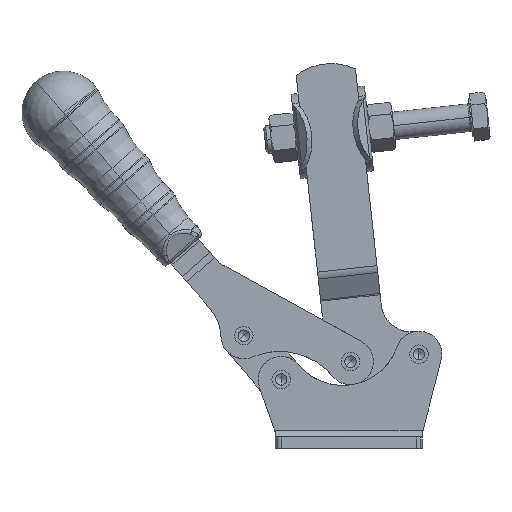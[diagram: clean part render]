
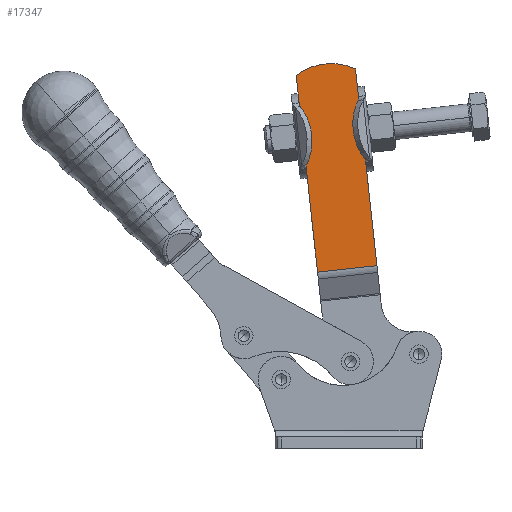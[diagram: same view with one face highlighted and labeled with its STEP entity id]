
A CAD part, front view. The second image highlights one B-rep face of the part: STEP entity #17347.
In plain terms, the highlighted planar face has unit normal (0, -1, 0).
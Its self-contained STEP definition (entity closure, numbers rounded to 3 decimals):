
#1566=CARTESIAN_POINT('',(6.251,37.859,29.793));
#1567=VERTEX_POINT('',#1566);
#1618=CARTESIAN_POINT('',(3.067,37.859,58.993));
#1619=VERTEX_POINT('',#1618);
#10918=CARTESIAN_POINT('',(3.067,37.859,58.993));
#10919=DIRECTION('',(0.108,0.,-0.994));
#10920=VECTOR('',#10919,29.373);
#10921=LINE('',#10918,#10920);
#10922=EDGE_CURVE('',#1619,#1567,#10921,.T.);
#12183=CARTESIAN_POINT('',(1.796,37.859,70.65));
#12184=VERTEX_POINT('',#12183);
#12191=CARTESIAN_POINT('',(1.796,37.859,70.65));
#12192=DIRECTION('',(0.108,0.,-0.994));
#12193=VECTOR('',#12192,11.726);
#12194=LINE('',#12191,#12193);
#12195=EDGE_CURVE('',#12184,#1619,#12194,.T.);
#12273=CARTESIAN_POINT('',(11.127,37.859,-14.929));
#12274=VERTEX_POINT('',#12273);
#12275=CARTESIAN_POINT('',(6.251,37.859,29.793));
#12276=DIRECTION('',(0.108,0.,-0.994));
#12277=VECTOR('',#12276,44.987);
#12278=LINE('',#12275,#12277);
#12279=EDGE_CURVE('',#1567,#12274,#12278,.T.);
#12417=CARTESIAN_POINT('',(-22.78,37.859,56.175));
#12418=VERTEX_POINT('',#12417);
#12419=CARTESIAN_POINT('',(-19.596,37.859,26.975));
#12420=VERTEX_POINT('',#12419);
#12421=CARTESIAN_POINT('',(-22.78,37.859,56.175));
#12422=DIRECTION('',(0.108,0.,-0.994));
#12423=VECTOR('',#12422,29.373);
#12424=LINE('',#12421,#12423);
#12425=EDGE_CURVE('',#12418,#12420,#12424,.T.);
#13674=CARTESIAN_POINT('',(-24.051,37.859,67.832));
#13675=VERTEX_POINT('',#13674);
#13676=CARTESIAN_POINT('',(-24.051,37.859,67.832));
#13677=DIRECTION('',(0.108,0.,-0.994));
#13678=VECTOR('',#13677,11.726);
#13679=LINE('',#13676,#13678);
#13680=EDGE_CURVE('',#13675,#12418,#13679,.T.);
#13802=CARTESIAN_POINT('',(-14.72,37.859,-17.747));
#13803=VERTEX_POINT('',#13802);
#13811=CARTESIAN_POINT('',(-19.596,37.859,26.975));
#13812=DIRECTION('',(0.108,0.,-0.994));
#13813=VECTOR('',#13812,44.987);
#13814=LINE('',#13811,#13813);
#13815=EDGE_CURVE('',#12420,#13803,#13814,.T.);
#17100=CARTESIAN_POINT('',(-8.813,37.859,48.013));
#17101=DIRECTION('',(0.,-1.0,0.));
#17102=DIRECTION('',(-0.61,0.,0.793));
#17103=AXIS2_PLACEMENT_3D('',#17100,#17101,#17102);
#17104=CIRCLE('',#17103,25.);
#17105=EDGE_CURVE('',#12184,#13675,#17104,.T.);
#17281=CARTESIAN_POINT('',(-14.72,37.859,-17.747));
#17282=DIRECTION('',(0.994,0.,0.108));
#17283=VECTOR('',#17282,26.);
#17284=LINE('',#17281,#17283);
#17285=EDGE_CURVE('',#13803,#12274,#17284,.T.);
#17332=CARTESIAN_POINT('',(1.401,37.859,74.275));
#17333=DIRECTION('',(0.0,-1.0,0.0));
#17334=DIRECTION('',(0.994,0.0,0.108));
#17335=AXIS2_PLACEMENT_3D('',#17332,#17333,#17334);
#17336=PLANE('',#17335);
#17337=ORIENTED_EDGE('',*,*,#17105,.T.);
#17338=ORIENTED_EDGE('',*,*,#13680,.T.);
#17339=ORIENTED_EDGE('',*,*,#12425,.T.);
#17340=ORIENTED_EDGE('',*,*,#13815,.T.);
#17341=ORIENTED_EDGE('',*,*,#17285,.T.);
#17342=ORIENTED_EDGE('',*,*,#12279,.F.);
#17343=ORIENTED_EDGE('',*,*,#10922,.F.);
#17344=ORIENTED_EDGE('',*,*,#12195,.F.);
#17345=EDGE_LOOP('',(#17337,#17338,#17339,#17340,#17341,#17342,#17343,#17344));
#17346=FACE_OUTER_BOUND('',#17345,.T.);
#17347=ADVANCED_FACE('',(#17346),#17336,.T.);
